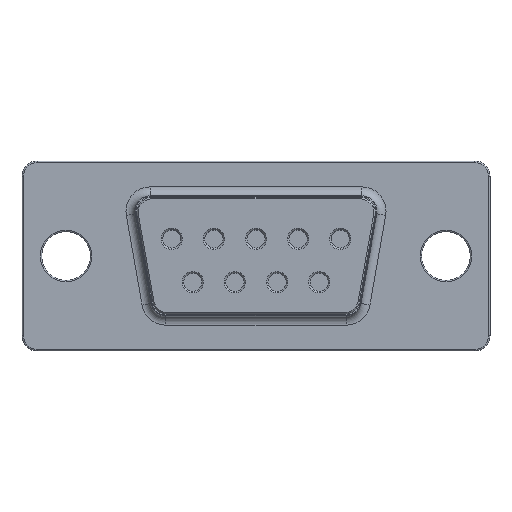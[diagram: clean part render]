
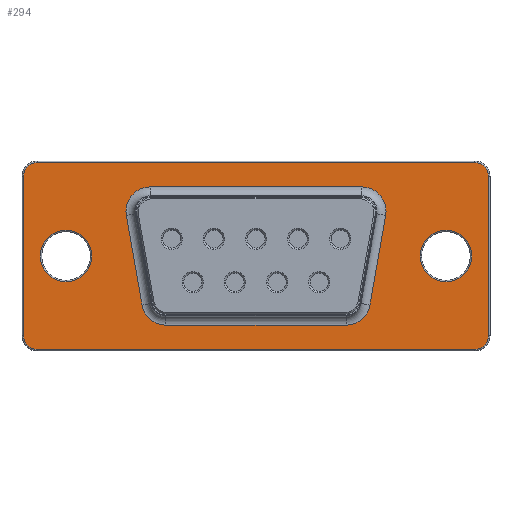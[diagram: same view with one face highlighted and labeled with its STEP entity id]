
A CAD part, top view. The second image highlights one B-rep face of the part: STEP entity #294.
In plain terms, the highlighted planar face has unit normal (0, 0, 1).
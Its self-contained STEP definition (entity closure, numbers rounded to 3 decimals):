
#95 = VERTEX_POINT('',#96);
#96 = CARTESIAN_POINT('',(-14.075,1.254,4.7));
#105 = VERTEX_POINT('',#106);
#106 = CARTESIAN_POINT('',(-12.499,3.13,4.7));
#113 = EDGE_CURVE('',#95,#105,#114,.T.);
#114 = CIRCLE('',#115,1.6);
#115 = AXIS2_PLACEMENT_3D('',#116,#117,#118);
#116 = CARTESIAN_POINT('',(-12.499,1.53,4.7));
#117 = DIRECTION('',(0.,0.,-1.));
#118 = DIRECTION('',(-0.985,-0.173,0.));
#192 = EDGE_CURVE('',#105,#193,#195,.T.);
#193 = VERTEX_POINT('',#194);
#194 = CARTESIAN_POINT('',(1.419,3.13,4.7));
#195 = LINE('',#196,#197);
#196 = CARTESIAN_POINT('',(-12.499,3.13,4.7));
#197 = VECTOR('',#198,1.);
#198 = DIRECTION('',(1.,0.,0.));
#274 = VERTEX_POINT('',#275);
#275 = CARTESIAN_POINT('',(-13.041,-4.646,4.7));
#282 = EDGE_CURVE('',#274,#95,#283,.T.);
#283 = LINE('',#284,#285);
#284 = CARTESIAN_POINT('',(-13.041,-4.646,4.7));
#285 = VECTOR('',#286,1.);
#286 = DIRECTION('',(-0.173,0.985,0.));
#294 = ADVANCED_FACE('',(#295,#341,#411,#422),#433,.T.);
#295 = FACE_BOUND('',#296,.T.);
#296 = EDGE_LOOP('',(#297,#307,#314,#315,#316,#317,#326,#334));
#297 = ORIENTED_EDGE('',*,*,#298,.T.);
#298 = EDGE_CURVE('',#299,#301,#303,.T.);
#299 = VERTEX_POINT('',#300);
#300 = CARTESIAN_POINT('',(0.385,-5.97,4.7));
#301 = VERTEX_POINT('',#302);
#302 = CARTESIAN_POINT('',(-11.465,-5.97,4.7));
#303 = LINE('',#304,#305);
#304 = CARTESIAN_POINT('',(0.385,-5.97,4.7));
#305 = VECTOR('',#306,1.);
#306 = DIRECTION('',(-1.,0.,0.));
#307 = ORIENTED_EDGE('',*,*,#308,.T.);
#308 = EDGE_CURVE('',#301,#274,#309,.T.);
#309 = CIRCLE('',#310,1.6);
#310 = AXIS2_PLACEMENT_3D('',#311,#312,#313);
#311 = CARTESIAN_POINT('',(-11.465,-4.37,4.7));
#312 = DIRECTION('',(0.,0.,-1.));
#313 = DIRECTION('',(0.,-1.,0.));
#314 = ORIENTED_EDGE('',*,*,#282,.T.);
#315 = ORIENTED_EDGE('',*,*,#113,.T.);
#316 = ORIENTED_EDGE('',*,*,#192,.T.);
#317 = ORIENTED_EDGE('',*,*,#318,.T.);
#318 = EDGE_CURVE('',#193,#319,#321,.T.);
#319 = VERTEX_POINT('',#320);
#320 = CARTESIAN_POINT('',(2.995,1.254,4.7));
#321 = CIRCLE('',#322,1.6);
#322 = AXIS2_PLACEMENT_3D('',#323,#324,#325);
#323 = CARTESIAN_POINT('',(1.419,1.53,4.7));
#324 = DIRECTION('',(0.,0.,-1.));
#325 = DIRECTION('',(0.,1.,0.));
#326 = ORIENTED_EDGE('',*,*,#327,.T.);
#327 = EDGE_CURVE('',#319,#328,#330,.T.);
#328 = VERTEX_POINT('',#329);
#329 = CARTESIAN_POINT('',(1.961,-4.646,4.7));
#330 = LINE('',#331,#332);
#331 = CARTESIAN_POINT('',(2.995,1.254,4.7));
#332 = VECTOR('',#333,1.);
#333 = DIRECTION('',(-0.173,-0.985,0.));
#334 = ORIENTED_EDGE('',*,*,#335,.T.);
#335 = EDGE_CURVE('',#328,#299,#336,.T.);
#336 = CIRCLE('',#337,1.6);
#337 = AXIS2_PLACEMENT_3D('',#338,#339,#340);
#338 = CARTESIAN_POINT('',(0.385,-4.37,4.7));
#339 = DIRECTION('',(0.,0.,-1.));
#340 = DIRECTION('',(0.985,-0.173,0.));
#341 = FACE_BOUND('',#342,.T.);
#342 = EDGE_LOOP('',(#343,#353,#362,#370,#379,#387,#396,#404));
#343 = ORIENTED_EDGE('',*,*,#344,.T.);
#344 = EDGE_CURVE('',#345,#347,#349,.T.);
#345 = VERTEX_POINT('',#346);
#346 = CARTESIAN_POINT('',(-19.94,-7.57,4.7));
#347 = VERTEX_POINT('',#348);
#348 = CARTESIAN_POINT('',(8.86,-7.57,4.7));
#349 = LINE('',#350,#351);
#350 = CARTESIAN_POINT('',(-19.94,-7.57,4.7));
#351 = VECTOR('',#352,1.);
#352 = DIRECTION('',(1.,0.,0.));
#353 = ORIENTED_EDGE('',*,*,#354,.T.);
#354 = EDGE_CURVE('',#347,#355,#357,.T.);
#355 = VERTEX_POINT('',#356);
#356 = CARTESIAN_POINT('',(9.76,-6.67,4.7));
#357 = CIRCLE('',#358,0.9);
#358 = AXIS2_PLACEMENT_3D('',#359,#360,#361);
#359 = CARTESIAN_POINT('',(8.86,-6.67,4.7));
#360 = DIRECTION('',(0.,0.,1.));
#361 = DIRECTION('',(0.,-1.,0.));
#362 = ORIENTED_EDGE('',*,*,#363,.T.);
#363 = EDGE_CURVE('',#355,#364,#366,.T.);
#364 = VERTEX_POINT('',#365);
#365 = CARTESIAN_POINT('',(9.76,3.83,4.7));
#366 = LINE('',#367,#368);
#367 = CARTESIAN_POINT('',(9.76,-6.67,4.7));
#368 = VECTOR('',#369,1.);
#369 = DIRECTION('',(0.,1.,0.));
#370 = ORIENTED_EDGE('',*,*,#371,.T.);
#371 = EDGE_CURVE('',#364,#372,#374,.T.);
#372 = VERTEX_POINT('',#373);
#373 = CARTESIAN_POINT('',(8.86,4.73,4.7));
#374 = CIRCLE('',#375,0.9);
#375 = AXIS2_PLACEMENT_3D('',#376,#377,#378);
#376 = CARTESIAN_POINT('',(8.86,3.83,4.7));
#377 = DIRECTION('',(0.,0.,1.));
#378 = DIRECTION('',(1.,0.,0.));
#379 = ORIENTED_EDGE('',*,*,#380,.T.);
#380 = EDGE_CURVE('',#372,#381,#383,.T.);
#381 = VERTEX_POINT('',#382);
#382 = CARTESIAN_POINT('',(-19.94,4.73,4.7));
#383 = LINE('',#384,#385);
#384 = CARTESIAN_POINT('',(8.86,4.73,4.7));
#385 = VECTOR('',#386,1.);
#386 = DIRECTION('',(-1.,0.,0.));
#387 = ORIENTED_EDGE('',*,*,#388,.T.);
#388 = EDGE_CURVE('',#381,#389,#391,.T.);
#389 = VERTEX_POINT('',#390);
#390 = CARTESIAN_POINT('',(-20.84,3.83,4.7));
#391 = CIRCLE('',#392,0.9);
#392 = AXIS2_PLACEMENT_3D('',#393,#394,#395);
#393 = CARTESIAN_POINT('',(-19.94,3.83,4.7));
#394 = DIRECTION('',(0.,0.,1.));
#395 = DIRECTION('',(0.,1.,0.));
#396 = ORIENTED_EDGE('',*,*,#397,.T.);
#397 = EDGE_CURVE('',#389,#398,#400,.T.);
#398 = VERTEX_POINT('',#399);
#399 = CARTESIAN_POINT('',(-20.84,-6.67,4.7));
#400 = LINE('',#401,#402);
#401 = CARTESIAN_POINT('',(-20.84,3.83,4.7));
#402 = VECTOR('',#403,1.);
#403 = DIRECTION('',(0.,-1.,0.));
#404 = ORIENTED_EDGE('',*,*,#405,.T.);
#405 = EDGE_CURVE('',#398,#345,#406,.T.);
#406 = CIRCLE('',#407,0.9);
#407 = AXIS2_PLACEMENT_3D('',#408,#409,#410);
#408 = CARTESIAN_POINT('',(-19.94,-6.67,4.7));
#409 = DIRECTION('',(0.,0.,1.));
#410 = DIRECTION('',(-1.,0.,0.));
#411 = FACE_BOUND('',#412,.T.);
#412 = EDGE_LOOP('',(#413));
#413 = ORIENTED_EDGE('',*,*,#414,.F.);
#414 = EDGE_CURVE('',#415,#415,#417,.T.);
#415 = VERTEX_POINT('',#416);
#416 = CARTESIAN_POINT('',(8.66,-1.42,4.7));
#417 = CIRCLE('',#418,1.7);
#418 = AXIS2_PLACEMENT_3D('',#419,#420,#421);
#419 = CARTESIAN_POINT('',(6.96,-1.42,4.7));
#420 = DIRECTION('',(0.,0.,1.));
#421 = DIRECTION('',(1.,0.,0.));
#422 = FACE_BOUND('',#423,.T.);
#423 = EDGE_LOOP('',(#424));
#424 = ORIENTED_EDGE('',*,*,#425,.F.);
#425 = EDGE_CURVE('',#426,#426,#428,.T.);
#426 = VERTEX_POINT('',#427);
#427 = CARTESIAN_POINT('',(-16.34,-1.42,4.7));
#428 = CIRCLE('',#429,1.7);
#429 = AXIS2_PLACEMENT_3D('',#430,#431,#432);
#430 = CARTESIAN_POINT('',(-18.04,-1.42,4.7));
#431 = DIRECTION('',(0.,0.,1.));
#432 = DIRECTION('',(1.,0.,0.));
#433 = PLANE('',#434);
#434 = AXIS2_PLACEMENT_3D('',#435,#436,#437);
#435 = CARTESIAN_POINT('',(-5.54,-1.42,4.7));
#436 = DIRECTION('',(0.,0.,1.));
#437 = DIRECTION('',(1.,0.,0.));
